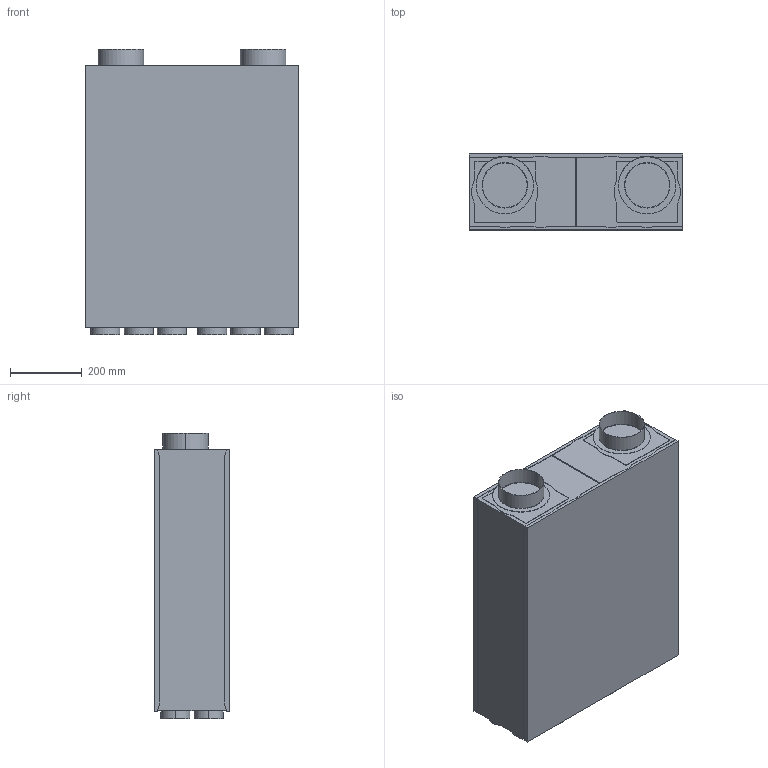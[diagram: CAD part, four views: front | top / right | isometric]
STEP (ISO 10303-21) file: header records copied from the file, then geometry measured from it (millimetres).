
FILE_DESCRIPTION(('Creo Elements/Direct Modeling STEP Export'),'2;1');
FILE_NAME('0092.0586 SKDV 2-125-12-75 Kombischalldämmverteiler Daten für Internet.STEP','2023-04-13T13:44:42',(''),(''),'PTC Creo Elements/Direct Modeling STEP processor for AP214 (Solid Model)','PTC Creo Elements/Direct Modeling 19.0C 15-Aug-2015 (C) Parametric Technology GmbH','');
FILE_SCHEMA(('AUTOMOTIVE_DESIGN { 1 0 10303 214 1 1 1 1 }'));
Length unit declared in the file: millimetre
Products named in the file (2): 2000002097_1.PRT
Assembly tree (1 placements, depth 2):
  2000002097_1.PRT
    2000002097_1.PRT
Bounding box: 596 x 212 x 797.5 mm (x, y, z)
Volume: 89643045.5 mm3; surface area: 2018504.8 mm2
Topology: 1 solids, 1 shells, 204 faces, 500 edges, 328 vertices
Faces by surface type: plane 124, cylinder 80
Entity records: 7371 total; most frequent: ORIENTED_EDGE 1000, CARTESIAN_POINT 968, DIRECTION 944, EDGE_CURVE 500, VECTOR 336, LINE 336, VERTEX_POINT 328, AXIS2_PLACEMENT_3D 304
